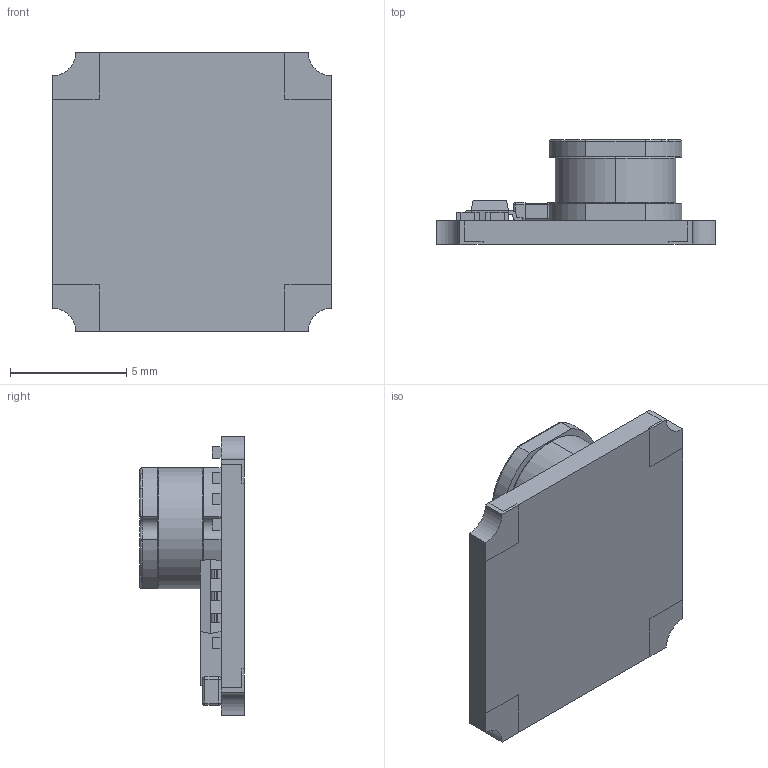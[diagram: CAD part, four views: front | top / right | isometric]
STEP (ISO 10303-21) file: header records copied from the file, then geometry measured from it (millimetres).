
FILE_DESCRIPTION (( 'STEP AP214' ), '1' );
FILE_NAME ('K7803JT-500R3-LB?.STEP', '2022-11-01T09:50:04', ( '' ), ( '' ), 'SwSTEP 2.0', 'SolidWorks 2017', '' );
FILE_SCHEMA (( 'AUTOMOTIVE_DESIGN' ));
Length unit declared in the file: millimetre
Products named in the file (1): K7803JT-500R3-LB?
Bounding box: 12 x 4.5 x 12 mm (x, y, z)
Volume: 233.2 mm3; surface area: 635 mm2
Topology: 36 solids, 36 shells, 397 faces, 927 edges, 584 vertices
Faces by surface type: plane 282, cylinder 89, sphere 16, torus 10
Entity records: 11540 total; most frequent: CARTESIAN_POINT 2037, DIRECTION 1893, ORIENTED_EDGE 1822, EDGE_CURVE 911, VECTOR 709, LINE 709, AXIS2_PLACEMENT_3D 592, VERTEX_POINT 584
